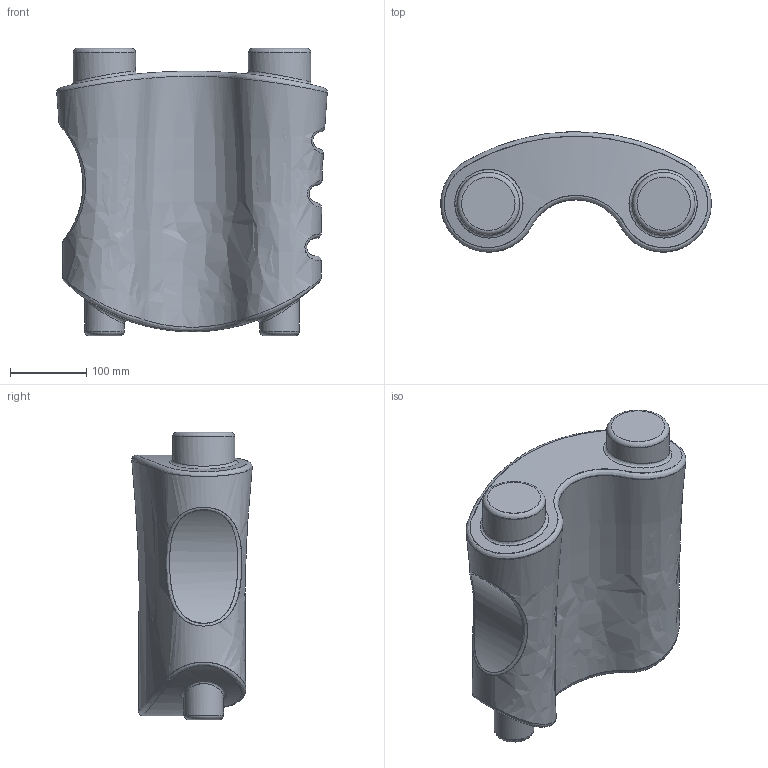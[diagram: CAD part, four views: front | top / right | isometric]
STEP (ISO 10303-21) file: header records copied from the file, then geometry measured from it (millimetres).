
FILE_DESCRIPTION (( 'STEP AP214' ), '1' );
FILE_NAME ('Binoculars.STEP', '2025-04-16T15:56:41', ( '' ), ( '' ), 'SwSTEP 2.0', 'SolidWorks 2025', '' );
FILE_SCHEMA (( 'AUTOMOTIVE_DESIGN' ));
Length unit declared in the file: millimetre
Products named in the file (1): Binoculars
Bounding box: 354.87 x 157.87 x 377 mm (x, y, z)
Volume: 254629.6 mm3; surface area: 731589.1 mm2
Topology: 1 solids, 2 shells, 58 faces, 125 edges, 87 vertices
Faces by surface type: bspline 22, cylinder 20, plane 8, torus 8
Full cylindrical faces by diameter (mm): 50 x2, 52 x2, 80 x2, 82 x2
Entity records: 22967 total; most frequent: CARTESIAN_POINT 22129, ORIENTED_EDGE 132, EDGE_LOOP 112, DIRECTION 106, FACE_OUTER_BOUND 96, EDGE_CURVE 66, VERTEX_POINT 66, ADVANCED_FACE 58
